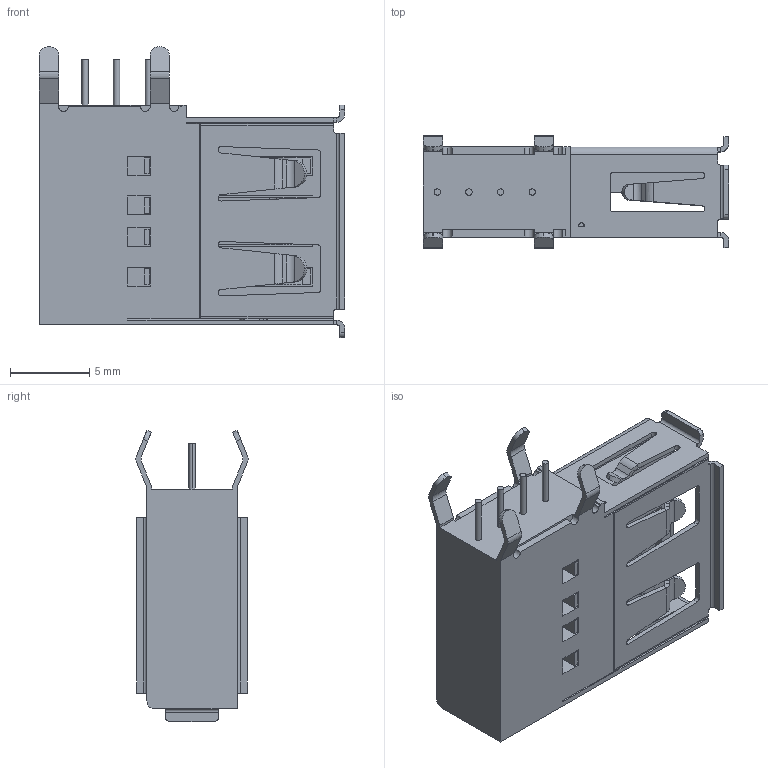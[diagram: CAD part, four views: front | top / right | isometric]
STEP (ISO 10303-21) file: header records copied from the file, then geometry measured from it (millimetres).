
FILE_DESCRIPTION (( 'STEP AP203' ), '1' );
FILE_NAME ('USB-A 111 (vertical on plate).STEP', '2016-01-15T08:08:48', ( 'USER' ), ( '' ), 'SwSTEP 2.0', 'SolidWorks 2014', '' );
FILE_SCHEMA (( 'CONFIG_CONTROL_DESIGN' ));
Length unit declared in the file: millimetre
Products named in the file (1): USB-A 111 (vertical on plate)
Bounding box: 19.3 x 7.1 x 18.4 mm (x, y, z)
Volume: 1002.4 mm3; surface area: 1949.5 mm2
Topology: 6 solids, 6 shells, 431 faces, 1138 edges, 720 vertices
Faces by surface type: plane 248, cylinder 139, bspline 44
Entity records: 13849 total; most frequent: CARTESIAN_POINT 3366, ORIENTED_EDGE 2276, DIRECTION 2040, EDGE_CURVE 1138, LINE 804, VECTOR 804, VERTEX_POINT 720, AXIS2_PLACEMENT_3D 618
